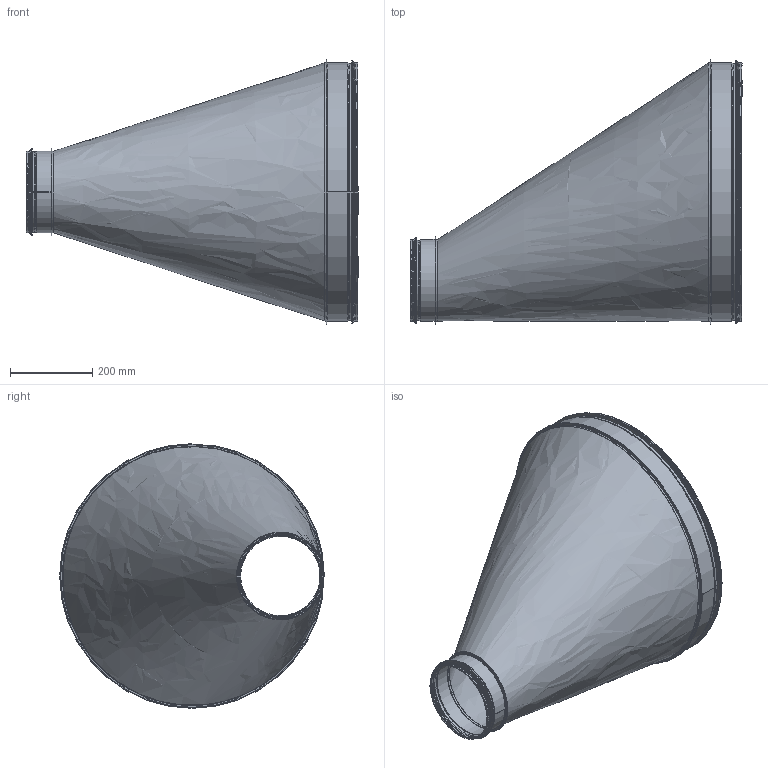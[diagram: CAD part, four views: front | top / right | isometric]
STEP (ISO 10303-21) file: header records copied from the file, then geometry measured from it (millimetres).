
FILE_DESCRIPTION(/* description */ ('Stos Med Fals Rörämne'),/* implementation_level */ '2;1');
FILE_NAME(/* name */ 'HFB-630-02.stp',/* time_stamp */ '2016-05-11T14:24:16+02:00',/* author */ ('John'),/* organization */ (''),/* preprocessor_version */ 'ST-DEVELOPER v15.6',/* originating_system */ 'Autodesk Inventor 2015',/* authorisation */ '');
FILE_SCHEMA (('AUTOMOTIVE_DESIGN { 1 0 10303 214 3 1 1 }'));
Length unit declared in the file: millimetre
Products named in the file (8): StosMedFalsRörämne-630; 999011; StosMedFals-630; HFB-BC-17; StosMedFalsRörämne-200; 999006; StosMedFals-200; HFB-630-02
Bounding box: 807.16 x 643.23 x 643.23 mm (x, y, z)
Volume: 772946.3 mm3; surface area: 2513842.1 mm2
Topology: 6 solids, 6 shells, 159 faces, 309 edges, 168 vertices
Faces by surface type: plane 75, torus 36, cylinder 32, cone 12, bspline 4
Full cylindrical faces by diameter (mm): 193.15 x1, 194.15 x1, 195.35 x1, 197.75 x1, 197.95 x5, 198.95 x3, 201.95 x1, 204.35 x1, 208.95 x1, 209.35 x1, 623 x1, 624 x1, 625.1 x1, 627.5 x1, 627.7 x3, 627.8 x2, 628.7 x1, 628.8 x2, 631.8 x1, 634.1 x1, 638.7 x1, 639.1 x1
Entity records: 4509 total; most frequent: CARTESIAN_POINT 997, DIRECTION 763, ORIENTED_EDGE 558, AXIS2_PLACEMENT_3D 326, EDGE_CURVE 275, EDGE_LOOP 207, VERTEX_POINT 168, STYLED_ITEM 164
